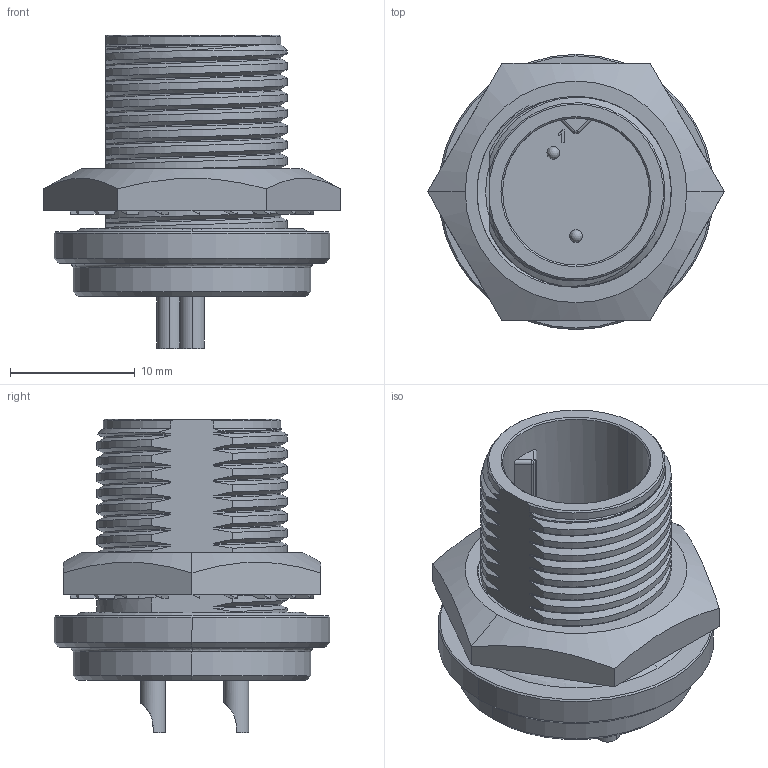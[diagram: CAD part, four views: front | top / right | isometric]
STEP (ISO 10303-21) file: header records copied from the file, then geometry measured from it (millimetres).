
FILE_DESCRIPTION (( 'STEP AP203' ), '1' );
FILE_NAME ('SF7282-2PG-3ES.STEP', '2013-01-18T20:52:36', ( 'J0FPBF1' ), ( '' ), 'SwSTEP 2.0', 'SolidWorks 2012', '' );
FILE_SCHEMA (( 'CONFIG_CONTROL_DESIGN' ));
Length unit declared in the file: inch
Products named in the file (1): SF7282-2PG-3ES
Bounding box: 23.82 x 22.1 x 25.2 mm (x, y, z)
Volume: 3992.5 mm3; surface area: 3327.3 mm2
Topology: 2 solids, 2 shells, 278 faces, 680 edges, 432 vertices
Faces by surface type: plane 170, bspline 49, cylinder 40, cone 19
Entity records: 23411 total; most frequent: CARTESIAN_POINT 17289, ORIENTED_EDGE 1352, DIRECTION 1071, EDGE_CURVE 676, LINE 455, VECTOR 455, VERTEX_POINT 432, EDGE_LOOP 310
